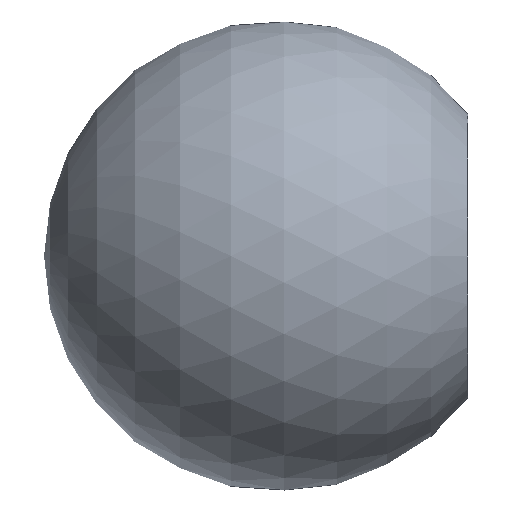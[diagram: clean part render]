
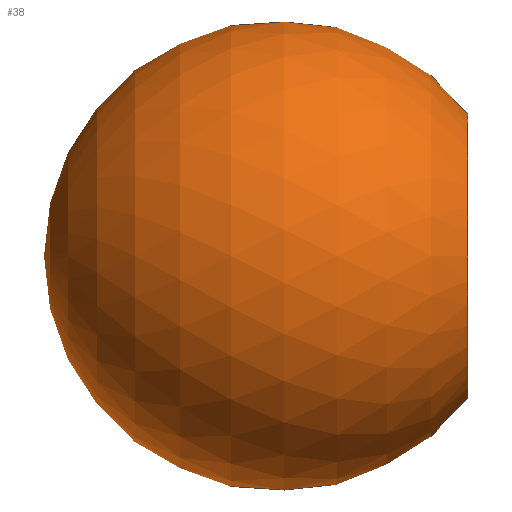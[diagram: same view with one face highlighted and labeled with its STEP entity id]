
A CAD part, left-side view. The second image highlights one B-rep face of the part: STEP entity #38.
In plain terms, the highlighted spherical face has radius 10 mm.
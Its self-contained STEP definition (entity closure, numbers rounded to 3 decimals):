
#38 = ADVANCED_FACE( '', ( #79, #80 ), #81, .T. );
#79 = FACE_BOUND( '', #126, .T. );
#80 = FACE_OUTER_BOUND( '', #127, .T. );
#81 = SPHERICAL_SURFACE( '', #128, 10. );
#126 = VERTEX_LOOP( '', #171 );
#127 = EDGE_LOOP( '', ( #172 ) );
#128 = AXIS2_PLACEMENT_3D( '', #173, #174, #175 );
#171 = VERTEX_POINT( '', #225 );
#172 = ORIENTED_EDGE( '', *, *, #223, .F. );
#173 = CARTESIAN_POINT( '', ( 0., 8., 0. ) );
#174 = DIRECTION( '', ( 0., -1., 0. ) );
#175 = DIRECTION( '', ( 1., 0., 0. ) );
#223 = EDGE_CURVE( '', #247, #247, #248, .T. );
#225 = CARTESIAN_POINT( '', ( 0., 18., 0. ) );
#247 = VERTEX_POINT( '', #275 );
#248 = CIRCLE( '', #276, 6. );
#275 = CARTESIAN_POINT( '', ( 0., 0., -6. ) );
#276 = AXIS2_PLACEMENT_3D( '', #304, #305, #306 );
#304 = CARTESIAN_POINT( '', ( 0., 0., 0. ) );
#305 = DIRECTION( '', ( 0., -1., 0. ) );
#306 = DIRECTION( '', ( 0., 0., -1. ) );
